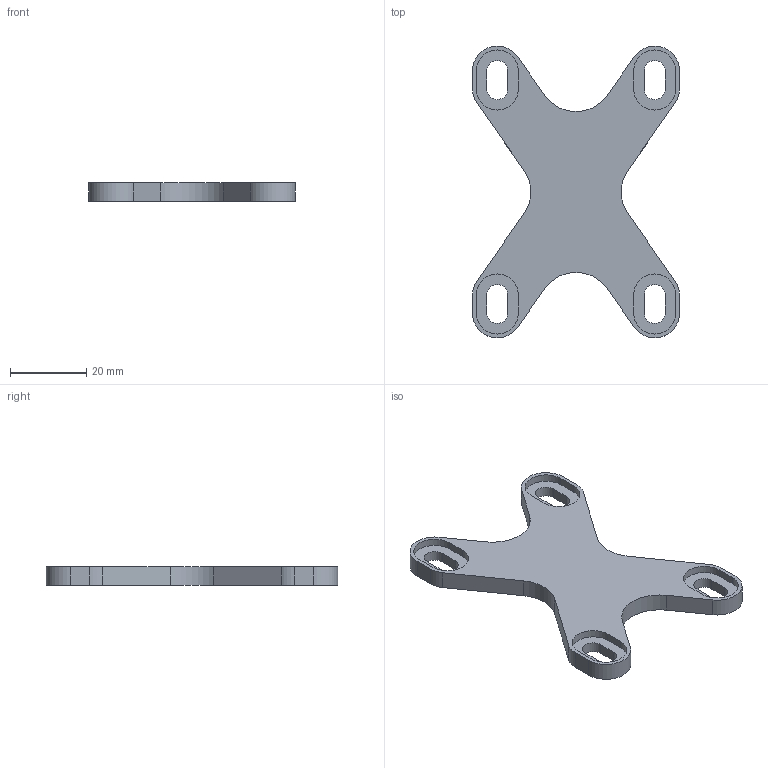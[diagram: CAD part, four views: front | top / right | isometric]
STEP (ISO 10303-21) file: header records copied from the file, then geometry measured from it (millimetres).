
FILE_DESCRIPTION(/* description */ (''),/* implementation_level */ '2;1');
FILE_NAME(/* name */ 'X-Brace.step',/* time_stamp */ '2018-06-07T15:01:09-04:00',/* author */ ('akhlut'),/* organization */ (''),/* preprocessor_version */ 'ST-DEVELOPER v17',/* originating_system */ 'Autodesk Translation Framework v7.1.0.215',/* authorisation */ '');
FILE_SCHEMA (('AUTOMOTIVE_DESIGN { 1 0 10303 214 3 1 1 }'));
Length unit declared in the file: millimetre
Products named in the file (2): X-Brace 6.35 End Mill v1; X Brace
Assembly tree (1 placements, depth 2):
  X-Brace 6.35 End Mill v1
    X Brace
Bounding box: 54.27 x 76.48 x 4.76 mm (x, y, z)
Volume: 10166.1 mm3; surface area: 6667.2 mm2
Topology: 1 solids, 1 shells, 62 faces, 168 edges, 112 vertices
Faces by surface type: plane 34, cylinder 28
Entity records: 2093 total; most frequent: DIRECTION 354, CARTESIAN_POINT 345, ORIENTED_EDGE 336, EDGE_CURVE 168, AXIS2_PLACEMENT_3D 121, LINE 112, VECTOR 112, VERTEX_POINT 112
